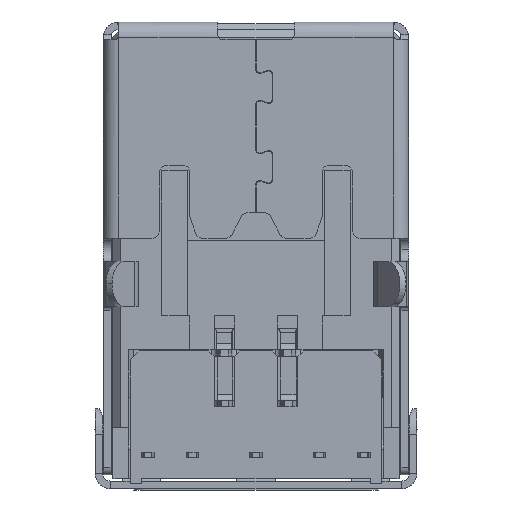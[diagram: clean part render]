
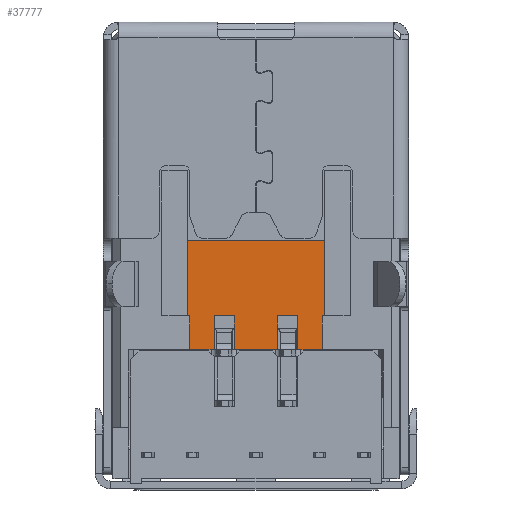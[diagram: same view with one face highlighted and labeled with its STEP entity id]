
A CAD part, front view. The second image highlights one B-rep face of the part: STEP entity #37777.
In plain terms, the highlighted planar face has unit normal (0, -1, 0).
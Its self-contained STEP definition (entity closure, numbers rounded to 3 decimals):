
#13 = CARTESIAN_POINT ( 'NONE',  ( -2.7, -6.275, -8.6 ) ) ;
#358 = EDGE_CURVE ( 'NONE', #56719, #56575, #83173, .T. ) ;
#3124 = LINE ( 'NONE', #83329, #11990 ) ;
#3146 = CARTESIAN_POINT ( 'NONE',  ( 1.65, -6.275, -12.885 ) ) ;
#3180 = VECTOR ( 'NONE', #17002, 1000. ) ;
#3546 = VERTEX_POINT ( 'NONE', #9101 ) ;
#3679 = VERTEX_POINT ( 'NONE', #25030 ) ;
#4159 = EDGE_CURVE ( 'NONE', #28386, #65494, #86379, .T. ) ;
#5442 = LINE ( 'NONE', #72771, #3180 ) ;
#8730 = CARTESIAN_POINT ( 'NONE',  ( -1.65, -6.275, -12.885 ) ) ;
#9101 = CARTESIAN_POINT ( 'NONE',  ( -2.6, -6.275, -12.885 ) ) ;
#9326 = VERTEX_POINT ( 'NONE', #81112 ) ;
#10302 = VECTOR ( 'NONE', #61150, 1000. ) ;
#11557 = VECTOR ( 'NONE', #16292, 1000. ) ;
#11971 = VERTEX_POINT ( 'NONE', #32324 ) ;
#11990 = VECTOR ( 'NONE', #48586, 1000. ) ;
#12383 = EDGE_CURVE ( 'NONE', #11971, #75826, #75611, .T. ) ;
#12803 = ORIENTED_EDGE ( 'NONE', *, *, #27564, .T. ) ;
#13714 = CARTESIAN_POINT ( 'NONE',  ( -1.65, -6.275, -11.55 ) ) ;
#14938 = EDGE_CURVE ( 'NONE', #45330, #49200, #63977, .T. ) ;
#15297 = CARTESIAN_POINT ( 'NONE',  ( 0.85, -6.275, -12.885 ) ) ;
#16292 = DIRECTION ( 'NONE',  ( -1., 0., 0. ) ) ;
#17002 = DIRECTION ( 'NONE',  ( 1., 0., 0. ) ) ;
#19004 = CARTESIAN_POINT ( 'NONE',  ( 0.85, -6.275, -11.55 ) ) ;
#19545 = VECTOR ( 'NONE', #67714, 1000. ) ;
#20305 = LINE ( 'NONE', #64714, #11557 ) ;
#21915 = EDGE_CURVE ( 'NONE', #65494, #84024, #82521, .T. ) ;
#24127 = VECTOR ( 'NONE', #82288, 1000. ) ;
#24382 = VECTOR ( 'NONE', #66905, 1000. ) ;
#25030 = CARTESIAN_POINT ( 'NONE',  ( -2.6, -6.275, -11.55 ) ) ;
#25861 = ORIENTED_EDGE ( 'NONE', *, *, #4159, .T. ) ;
#27564 = EDGE_CURVE ( 'NONE', #84024, #55830, #27727, .T. ) ;
#27727 = LINE ( 'NONE', #37765, #75986 ) ;
#28386 = VERTEX_POINT ( 'NONE', #35391 ) ;
#28972 = LINE ( 'NONE', #39949, #10302 ) ;
#31436 = VECTOR ( 'NONE', #51390, 1000. ) ;
#32020 = VECTOR ( 'NONE', #40147, 1000. ) ;
#32324 = CARTESIAN_POINT ( 'NONE',  ( -1.65, -6.275, -11.55 ) ) ;
#32765 = EDGE_CURVE ( 'NONE', #39952, #57247, #76943, .T. ) ;
#33261 = DIRECTION ( 'NONE',  ( 0., 0., -1. ) ) ;
#34457 = CARTESIAN_POINT ( 'NONE',  ( 2.7, -6.275, -8.6 ) ) ;
#34953 = ORIENTED_EDGE ( 'NONE', *, *, #85352, .T. ) ;
#35391 = CARTESIAN_POINT ( 'NONE',  ( 2.6, -6.275, -11.55 ) ) ;
#35602 = EDGE_CURVE ( 'NONE', #9326, #57247, #45658, .T. ) ;
#37132 = DIRECTION ( 'NONE',  ( 0., 0., -1. ) ) ;
#37437 = EDGE_LOOP ( 'NONE', ( #61188, #43159, #38286, #25861, #43717, #12803, #75820, #34953, #41203, #49879, #62043, #42365, #40409, #55202, #39606, #55419 ) ) ;
#37494 = CARTESIAN_POINT ( 'NONE',  ( -0.85, -6.275, -11.55 ) ) ;
#37765 = CARTESIAN_POINT ( 'NONE',  ( 2.7, -6.275, -8.6 ) ) ;
#37777 = ADVANCED_FACE ( 'NONE', ( #85685 ), #80250, .T. ) ;
#38165 = CARTESIAN_POINT ( 'NONE',  ( 0., -6.275, -0.3 ) ) ;
#38286 = ORIENTED_EDGE ( 'NONE', *, *, #53113, .F. ) ;
#38489 = EDGE_CURVE ( 'NONE', #3679, #3546, #50397, .T. ) ;
#38508 = VECTOR ( 'NONE', #71081, 1000. ) ;
#39606 = ORIENTED_EDGE ( 'NONE', *, *, #358, .F. ) ;
#39949 = CARTESIAN_POINT ( 'NONE',  ( -2.7, -6.275, -11.55 ) ) ;
#39952 = VERTEX_POINT ( 'NONE', #68487 ) ;
#40147 = DIRECTION ( 'NONE',  ( 0., 0., -1. ) ) ;
#40409 = ORIENTED_EDGE ( 'NONE', *, *, #14938, .T. ) ;
#40539 = CARTESIAN_POINT ( 'NONE',  ( -2.7, -6.275, -11.55 ) ) ;
#41203 = ORIENTED_EDGE ( 'NONE', *, *, #38489, .T. ) ;
#42365 = ORIENTED_EDGE ( 'NONE', *, *, #77507, .T. ) ;
#42969 = LINE ( 'NONE', #60790, #24382 ) ;
#43137 = VECTOR ( 'NONE', #37132, 1000. ) ;
#43159 = ORIENTED_EDGE ( 'NONE', *, *, #35602, .F. ) ;
#43717 = ORIENTED_EDGE ( 'NONE', *, *, #21915, .T. ) ;
#44090 = CARTESIAN_POINT ( 'NONE',  ( -1.65, -6.275, -11.55 ) ) ;
#44306 = CARTESIAN_POINT ( 'NONE',  ( 2.6, -6.275, -12.885 ) ) ;
#45330 = VERTEX_POINT ( 'NONE', #82340 ) ;
#45658 = LINE ( 'NONE', #44306, #31436 ) ;
#46975 = VERTEX_POINT ( 'NONE', #40539 ) ;
#47505 = LINE ( 'NONE', #13714, #73783 ) ;
#47937 = VECTOR ( 'NONE', #87234, 1000. ) ;
#48586 = DIRECTION ( 'NONE',  ( -1., 0., 0. ) ) ;
#49200 = VERTEX_POINT ( 'NONE', #63788 ) ;
#49879 = ORIENTED_EDGE ( 'NONE', *, *, #74561, .F. ) ;
#50397 = LINE ( 'NONE', #73305, #24127 ) ;
#51390 = DIRECTION ( 'NONE',  ( -1., 0., 0. ) ) ;
#51871 = EDGE_CURVE ( 'NONE', #56575, #49200, #20305, .T. ) ;
#53113 = EDGE_CURVE ( 'NONE', #28386, #9326, #89152, .T. ) ;
#53994 = CARTESIAN_POINT ( 'NONE',  ( 2.6, -6.275, -11.55 ) ) ;
#55202 = ORIENTED_EDGE ( 'NONE', *, *, #51871, .F. ) ;
#55419 = ORIENTED_EDGE ( 'NONE', *, *, #89102, .T. ) ;
#55620 = EDGE_CURVE ( 'NONE', #46975, #55830, #28972, .T. ) ;
#55830 = VERTEX_POINT ( 'NONE', #13 ) ;
#56575 = VERTEX_POINT ( 'NONE', #15297 ) ;
#56719 = VERTEX_POINT ( 'NONE', #87939 ) ;
#56943 = VECTOR ( 'NONE', #77562, 1000. ) ;
#56971 = CARTESIAN_POINT ( 'NONE',  ( 2.7, -6.275, -11.55 ) ) ;
#57247 = VERTEX_POINT ( 'NONE', #3146 ) ;
#57672 = DIRECTION ( 'NONE',  ( 1., 0., 0. ) ) ;
#58364 = AXIS2_PLACEMENT_3D ( 'NONE', #38165, #66686, #58427 ) ;
#58427 = DIRECTION ( 'NONE',  ( 0., 0., -1. ) ) ;
#59926 = CARTESIAN_POINT ( 'NONE',  ( 2.7, -6.275, -11.55 ) ) ;
#60790 = CARTESIAN_POINT ( 'NONE',  ( 0.85, -6.275, -11.55 ) ) ;
#61150 = DIRECTION ( 'NONE',  ( 0., 0., 1. ) ) ;
#61188 = ORIENTED_EDGE ( 'NONE', *, *, #32765, .T. ) ;
#62043 = ORIENTED_EDGE ( 'NONE', *, *, #12383, .F. ) ;
#63788 = CARTESIAN_POINT ( 'NONE',  ( -0.85, -6.275, -12.885 ) ) ;
#63977 = LINE ( 'NONE', #37494, #43137 ) ;
#64714 = CARTESIAN_POINT ( 'NONE',  ( 0.85, -6.275, -12.885 ) ) ;
#65494 = VERTEX_POINT ( 'NONE', #59926 ) ;
#66686 = DIRECTION ( 'NONE',  ( 0., -1., 0. ) ) ;
#66905 = DIRECTION ( 'NONE',  ( 1., 0., 0. ) ) ;
#67714 = DIRECTION ( 'NONE',  ( 0., 0., -1. ) ) ;
#68487 = CARTESIAN_POINT ( 'NONE',  ( 1.65, -6.275, -11.55 ) ) ;
#71081 = DIRECTION ( 'NONE',  ( 0., 0., 1. ) ) ;
#72771 = CARTESIAN_POINT ( 'NONE',  ( -2.7, -6.275, -11.55 ) ) ;
#73305 = CARTESIAN_POINT ( 'NONE',  ( -2.6, -6.275, -11.55 ) ) ;
#73783 = VECTOR ( 'NONE', #57672, 1000. ) ;
#74561 = EDGE_CURVE ( 'NONE', #75826, #3546, #3124, .T. ) ;
#74710 = VECTOR ( 'NONE', #33261, 1000. ) ;
#75611 = LINE ( 'NONE', #44090, #56943 ) ;
#75820 = ORIENTED_EDGE ( 'NONE', *, *, #55620, .F. ) ;
#75826 = VERTEX_POINT ( 'NONE', #8730 ) ;
#75986 = VECTOR ( 'NONE', #86860, 1000. ) ;
#76943 = LINE ( 'NONE', #77714, #74710 ) ;
#77507 = EDGE_CURVE ( 'NONE', #11971, #45330, #47505, .T. ) ;
#77562 = DIRECTION ( 'NONE',  ( 0., 0., -1. ) ) ;
#77714 = CARTESIAN_POINT ( 'NONE',  ( 1.65, -6.275, -11.55 ) ) ;
#80250 = PLANE ( 'NONE',  #58364 ) ;
#81112 = CARTESIAN_POINT ( 'NONE',  ( 2.6, -6.275, -12.885 ) ) ;
#82288 = DIRECTION ( 'NONE',  ( 0., 0., -1. ) ) ;
#82340 = CARTESIAN_POINT ( 'NONE',  ( -0.85, -6.275, -11.55 ) ) ;
#82521 = LINE ( 'NONE', #56971, #38508 ) ;
#83173 = LINE ( 'NONE', #19004, #19545 ) ;
#83329 = CARTESIAN_POINT ( 'NONE',  ( -1.65, -6.275, -12.885 ) ) ;
#84024 = VERTEX_POINT ( 'NONE', #34457 ) ;
#85352 = EDGE_CURVE ( 'NONE', #46975, #3679, #5442, .T. ) ;
#85685 = FACE_OUTER_BOUND ( 'NONE', #37437, .T. ) ;
#86379 = LINE ( 'NONE', #87851, #47937 ) ;
#86860 = DIRECTION ( 'NONE',  ( -1., 0., 0. ) ) ;
#87234 = DIRECTION ( 'NONE',  ( 1., 0., 0. ) ) ;
#87851 = CARTESIAN_POINT ( 'NONE',  ( 2.6, -6.275, -11.55 ) ) ;
#87939 = CARTESIAN_POINT ( 'NONE',  ( 0.85, -6.275, -11.55 ) ) ;
#89102 = EDGE_CURVE ( 'NONE', #56719, #39952, #42969, .T. ) ;
#89152 = LINE ( 'NONE', #53994, #32020 ) ;
